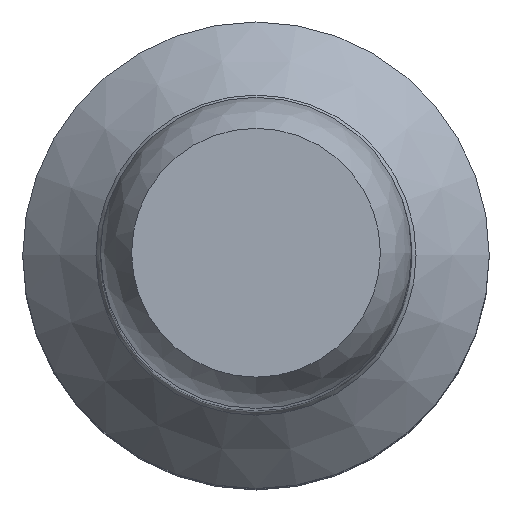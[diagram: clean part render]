
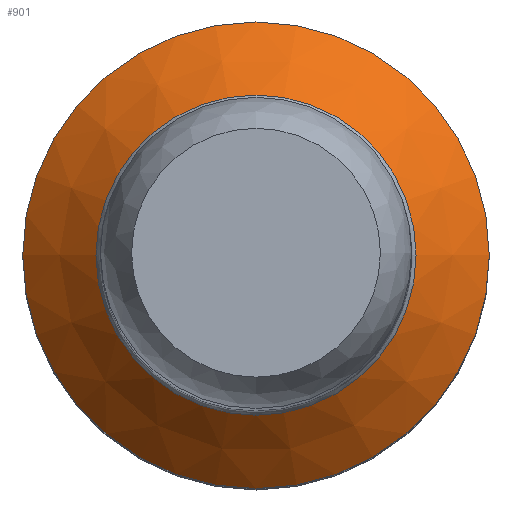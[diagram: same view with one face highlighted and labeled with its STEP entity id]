
A CAD part, top view. The second image highlights one B-rep face of the part: STEP entity #901.
In plain terms, the highlighted conical face has half-angle 45 degrees and reference radius 2.059 mm.
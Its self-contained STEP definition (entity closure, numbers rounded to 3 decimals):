
#624=CONICAL_SURFACE('',#3475,2.059,45.);
#901=ADVANCED_FACE('',(#1001,#1002),#624,.T.);
#1001=FACE_BOUND('',#1127,.T.);
#1002=FACE_BOUND('',#1128,.T.);
#1127=EDGE_LOOP('',(#1529));
#1128=EDGE_LOOP('',(#1530));
#1529=ORIENTED_EDGE('',*,*,#2144,.F.);
#1530=ORIENTED_EDGE('',*,*,#2143,.T.);
#1886=VERTEX_POINT('',#5219);
#1887=VERTEX_POINT('',#5242);
#2143=EDGE_CURVE('',#1886,#1886,#2317,.T.);
#2144=EDGE_CURVE('',#1887,#1887,#2318,.T.);
#2317=CIRCLE('',#3473,2.059);
#2318=CIRCLE('',#3474,3.);
#3473=AXIS2_PLACEMENT_3D('',#5218,#4039,#4040);
#3474=AXIS2_PLACEMENT_3D('',#5241,#4041,#4042);
#3475=AXIS2_PLACEMENT_3D('',#5243,#4043,#4044);
#4039=DIRECTION('',(0.,0.,-1.));
#4040=DIRECTION('',(1.,0.,0.));
#4041=DIRECTION('',(0.,0.,-1.));
#4042=DIRECTION('',(1.,0.,0.));
#4043=DIRECTION('',(0.,0.,-1.));
#4044=DIRECTION('',(1.,0.,0.));
#5218=CARTESIAN_POINT('',(0.,0.,11.241));
#5219=CARTESIAN_POINT('',(2.059,0.,11.241));
#5241=CARTESIAN_POINT('',(0.,0.,10.3));
#5242=CARTESIAN_POINT('',(3.,0.,10.3));
#5243=CARTESIAN_POINT('',(0.,0.,11.241));
